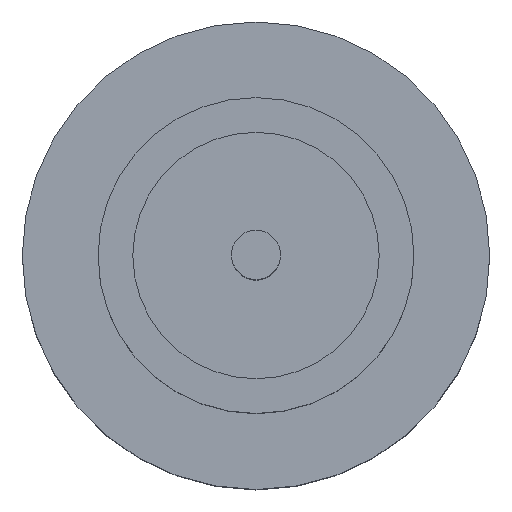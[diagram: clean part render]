
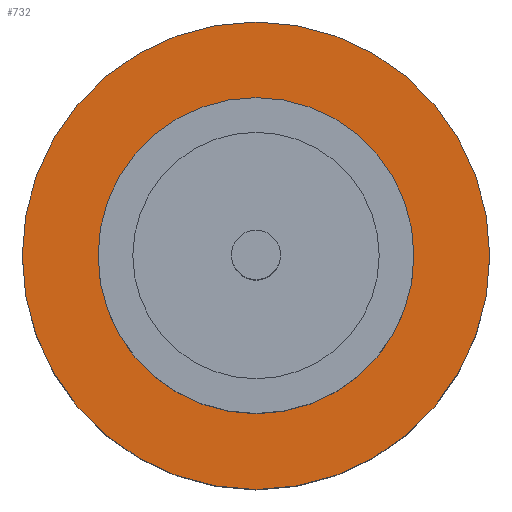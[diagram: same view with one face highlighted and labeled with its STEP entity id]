
A CAD part, top view. The second image highlights one B-rep face of the part: STEP entity #732.
In plain terms, the highlighted planar face has unit normal (0, 0, 1).
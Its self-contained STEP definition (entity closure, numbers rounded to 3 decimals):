
#60 = DIRECTION ( 'NONE',  ( 0., 0., 1. ) ) ;
#114 = VERTEX_POINT ( 'NONE', #425 ) ;
#129 = EDGE_CURVE ( 'NONE', #817, #114, #575, .T. ) ;
#167 = CARTESIAN_POINT ( 'NONE',  ( -1.85, 0., 1.55 ) ) ;
#177 = ORIENTED_EDGE ( 'NONE', *, *, #651, .F. ) ;
#250 = DIRECTION ( 'NONE',  ( 1., 0., 0. ) ) ;
#253 = DIRECTION ( 'NONE',  ( 1., 0., 0. ) ) ;
#266 = CARTESIAN_POINT ( 'NONE',  ( 1.25, 0., 1.55 ) ) ;
#275 = EDGE_CURVE ( 'NONE', #114, #817, #379, .T. ) ;
#297 = AXIS2_PLACEMENT_3D ( 'NONE', #583, #650, #250 ) ;
#311 = CARTESIAN_POINT ( 'NONE',  ( 0., 0., 1.55 ) ) ;
#319 = VERTEX_POINT ( 'NONE', #779 ) ;
#321 = CARTESIAN_POINT ( 'NONE',  ( 0., 0., 1.55 ) ) ;
#322 = CIRCLE ( 'NONE', #768, 1.25 ) ;
#338 = EDGE_CURVE ( 'NONE', #412, #319, #322, .T. ) ;
#347 = CARTESIAN_POINT ( 'NONE',  ( 0., 0., 1.55 ) ) ;
#374 = DIRECTION ( 'NONE',  ( 0., 0., 1. ) ) ;
#377 = FACE_BOUND ( 'NONE', #624, .T. ) ;
#379 = CIRCLE ( 'NONE', #297, 1.85 ) ;
#412 = VERTEX_POINT ( 'NONE', #266 ) ;
#425 = CARTESIAN_POINT ( 'NONE',  ( 1.85, 0., 1.55 ) ) ;
#471 = FACE_OUTER_BOUND ( 'NONE', #508, .T. ) ;
#499 = CARTESIAN_POINT ( 'NONE',  ( 0., 0., 1.55 ) ) ;
#508 = EDGE_LOOP ( 'NONE', ( #797, #674 ) ) ;
#519 = AXIS2_PLACEMENT_3D ( 'NONE', #347, #803, #541 ) ;
#541 = DIRECTION ( 'NONE',  ( 1., 0., 0. ) ) ;
#562 = DIRECTION ( 'NONE',  ( 0., 0., 1. ) ) ;
#575 = CIRCLE ( 'NONE', #519, 1.85 ) ;
#583 = CARTESIAN_POINT ( 'NONE',  ( 0., 0., 1.55 ) ) ;
#624 = EDGE_LOOP ( 'NONE', ( #788, #177 ) ) ;
#649 = PLANE ( 'NONE',  #793 ) ;
#650 = DIRECTION ( 'NONE',  ( 0., 0., 1. ) ) ;
#651 = EDGE_CURVE ( 'NONE', #319, #412, #722, .T. ) ;
#674 = ORIENTED_EDGE ( 'NONE', *, *, #275, .T. ) ;
#686 = DIRECTION ( 'NONE',  ( 1., 0., 0. ) ) ;
#696 = AXIS2_PLACEMENT_3D ( 'NONE', #499, #562, #686 ) ;
#703 = DIRECTION ( 'NONE',  ( 1., 0., 0. ) ) ;
#722 = CIRCLE ( 'NONE', #696, 1.25 ) ;
#732 = ADVANCED_FACE ( 'NONE', ( #377, #471 ), #649, .T. ) ;
#768 = AXIS2_PLACEMENT_3D ( 'NONE', #321, #60, #253 ) ;
#779 = CARTESIAN_POINT ( 'NONE',  ( -1.25, 0., 1.55 ) ) ;
#788 = ORIENTED_EDGE ( 'NONE', *, *, #338, .F. ) ;
#793 = AXIS2_PLACEMENT_3D ( 'NONE', #311, #374, #703 ) ;
#797 = ORIENTED_EDGE ( 'NONE', *, *, #129, .T. ) ;
#803 = DIRECTION ( 'NONE',  ( 0., 0., 1. ) ) ;
#817 = VERTEX_POINT ( 'NONE', #167 ) ;
